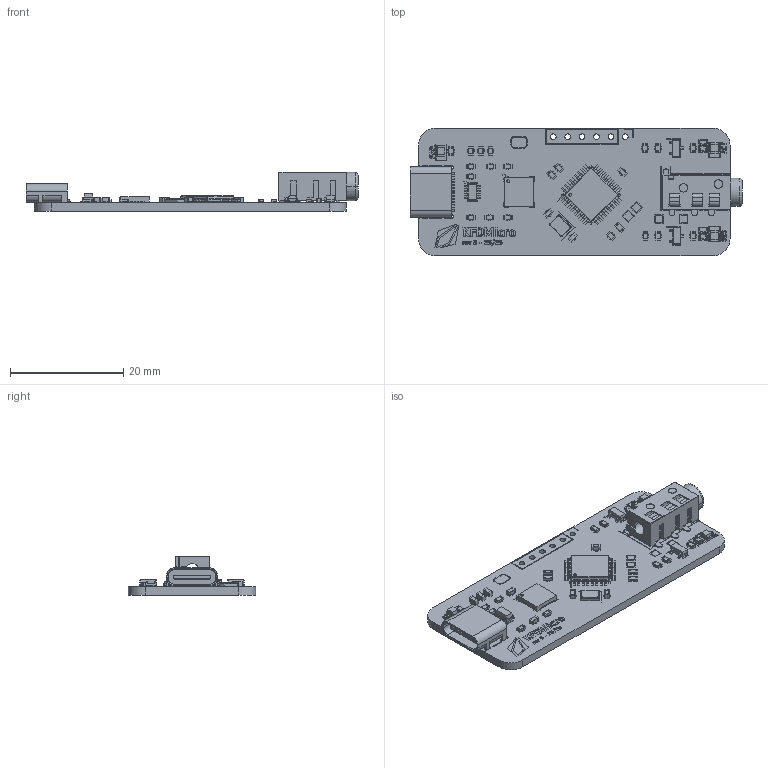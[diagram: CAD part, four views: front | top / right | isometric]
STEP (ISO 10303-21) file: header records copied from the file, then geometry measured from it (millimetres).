
FILE_DESCRIPTION(('KiCad electronic assembly'),'2;1');
FILE_NAME('microkfd-revB.step','2025-06-05T16:06:14',('Pcbnew'),('Kicad' ),'Open CASCADE STEP processor 7.8','KiCad to STEP converter', 'Unknown');
FILE_SCHEMA(('AUTOMOTIVE_DESIGN { 1 0 10303 214 1 1 1 1 }'));
Length unit declared in the file: millimetre
Products named in the file (18): microkfd-revB 1; LED_0805_2012Metric; SOT-23; C_0603_1608Metric; R_0603_1608Metric; Crystal_SMD_3225-4Pin_3.2x2.5mm; TQFP-32_7x7mm_P0.8mm; HRO  TYPE-C-31-M-12; QFN-28-1EP_5x5mm_P0.5mm_EP3.35x3.35mm; D_0603_1608Metric; PJ320D; PJ320A; PJ320D-Pin; PJ320D-Pin-B; SOT-23-6; Fuse_0603_1608Metric; microkfd_silkscreen; microkfd_PCB
Assembly tree (44 placements, depth 3):
  microkfd-revB 1
    LED_0805_2012Metric  x3
    SOT-23  x2
    C_0603_1608Metric  x8
    R_0603_1608Metric  x15
    Crystal_SMD_3225-4Pin_3.2x2.5mm
    TQFP-32_7x7mm_P0.8mm
    HRO  TYPE-C-31-M-12
    QFN-28-1EP_5x5mm_P0.5mm_EP3.35x3.35mm
    D_0603_1608Metric  x2
    PJ320D
      PJ320A
      PJ320D-Pin  x3
      PJ320D-Pin-B
    SOT-23-6
    Fuse_0603_1608Metric
    microkfd_silkscreen
    microkfd_PCB
Bounding box: 58.61 x 22.5 x 6.92 mm (x, y, z)
Volume: 2316.4 mm3; surface area: 4397.7 mm2
Topology: 42 solids, 176 shells, 2427 faces, 7605 edges, 5412 vertices
Faces by surface type: plane 1657, cylinder 597, bspline 152, cone 10, sphere 5, revolution 4, torus 2
Full cylindrical faces by diameter (mm): 0.5 x4, 0.65 x2, 1 x6, 1.6 x2
Entity records: 71331 total; most frequent: CARTESIAN_POINT 14977, DIRECTION 9384, ORIENTED_EDGE 9348, EDGE_CURVE 5454, LINE 4242, VECTOR 4242, VERTEX_POINT 4038, AXIS2_PLACEMENT_3D 2569
